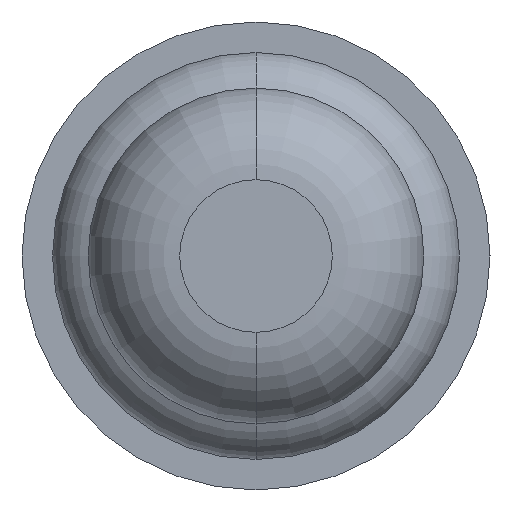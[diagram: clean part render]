
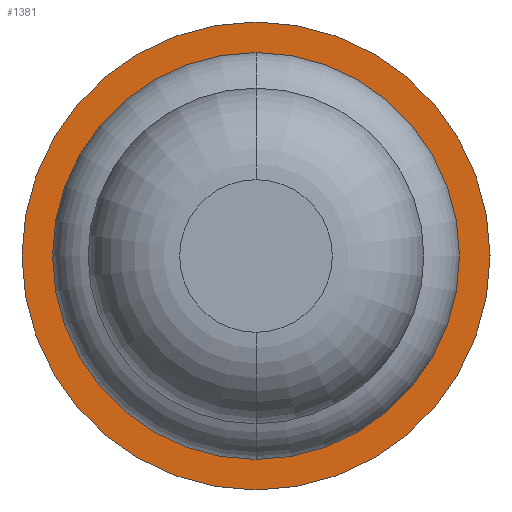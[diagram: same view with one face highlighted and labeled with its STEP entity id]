
A CAD part, front view. The second image highlights one B-rep face of the part: STEP entity #1381.
In plain terms, the highlighted planar face has unit normal (0, -1, 0).
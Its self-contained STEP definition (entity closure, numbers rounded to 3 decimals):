
#55 = DIRECTION ( 'NONE',  ( 0., 0., 1. ) ) ;
#81 = CARTESIAN_POINT ( 'NONE',  ( 0., 5.3, 0. ) ) ;
#296 = DIRECTION ( 'NONE',  ( 0., 1., 0. ) ) ;
#412 = DIRECTION ( 'NONE',  ( 0., 0., 1. ) ) ;
#575 = DIRECTION ( 'NONE',  ( 0., 0., 1. ) ) ;
#660 = EDGE_LOOP ( 'NONE', ( #2266, #2264 ) ) ;
#877 = CARTESIAN_POINT ( 'NONE',  ( 0., 5.3, 0. ) ) ;
#933 = CARTESIAN_POINT ( 'NONE',  ( -1.15, 5.3, 0. ) ) ;
#1010 = CARTESIAN_POINT ( 'NONE',  ( 0., 5.3, -1.15 ) ) ;
#1076 = CIRCLE ( 'NONE', #1209, 1.15 ) ;
#1134 = AXIS2_PLACEMENT_3D ( 'NONE', #877, #2876, #55 ) ;
#1173 = ORIENTED_EDGE ( 'NONE', *, *, #1922, .T. ) ;
#1197 = PLANE ( 'NONE',  #2661 ) ;
#1209 = AXIS2_PLACEMENT_3D ( 'NONE', #81, #1215, #412 ) ;
#1215 = DIRECTION ( 'NONE',  ( 0., 1., 0. ) ) ;
#1226 = DIRECTION ( 'NONE',  ( 0., 0., -1. ) ) ;
#1235 = ORIENTED_EDGE ( 'NONE', *, *, #1954, .T. ) ;
#1302 = EDGE_CURVE ( 'Defeature ausgef�hrt3_10+Defeature ausgef�hrt3_11+Defeature ausgef�hrt3_11+Defeature ausgef�hrt3_11', #2476, #1873, #1076, .T. ) ;
#1381 = ADVANCED_FACE ( 'Defeature ausgef�hrt3_11', ( #1432, #3611 ), #1197, .T. ) ;
#1419 = CARTESIAN_POINT ( 'NONE',  ( 0., 5.3, 0. ) ) ;
#1432 = FACE_BOUND ( 'NONE', #3161, .T. ) ;
#1499 = CARTESIAN_POINT ( 'NONE',  ( 0., 5.3, -0.5 ) ) ;
#1873 = VERTEX_POINT ( 'NONE', #3403 ) ;
#1922 = EDGE_CURVE ( 'Defeature ausgef�hrt3_11+Defeature ausgef�hrt3_9+Defeature ausgef�hrt3_9+Defeature ausgef�hrt3_9', #3199, #2718, #2813, .T. ) ;
#1954 = EDGE_CURVE ( 'Defeature ausgef�hrt3_11+Defeature ausgef�hrt3_9+Defeature ausgef�hrt3_9+Defeature ausgef�hrt3_9', #2718, #3199, #2366, .T. ) ;
#1984 = DIRECTION ( 'NONE',  ( 0., 0., 1. ) ) ;
#2021 = AXIS2_PLACEMENT_3D ( 'NONE', #2307, #2867, #575 ) ;
#2028 = CARTESIAN_POINT ( 'NONE',  ( 0., 5.3, 0.5 ) ) ;
#2091 = EDGE_CURVE ( 'Defeature ausgef�hrt3_10+Defeature ausgef�hrt3_11+Defeature ausgef�hrt3_11+Defeature ausgef�hrt3_11', #1873, #2476, #2684, .T. ) ;
#2264 = ORIENTED_EDGE ( 'NONE', *, *, #1302, .F. ) ;
#2266 = ORIENTED_EDGE ( 'NONE', *, *, #2091, .F. ) ;
#2307 = CARTESIAN_POINT ( 'NONE',  ( 0., 5.3, 0. ) ) ;
#2366 = CIRCLE ( 'NONE', #1134, 0.5 ) ;
#2466 = AXIS2_PLACEMENT_3D ( 'NONE', #1419, #296, #1984 ) ;
#2476 = VERTEX_POINT ( 'NONE', #1010 ) ;
#2661 = AXIS2_PLACEMENT_3D ( 'NONE', #933, #2926, #1226 ) ;
#2684 = CIRCLE ( 'NONE', #2466, 1.15 ) ;
#2718 = VERTEX_POINT ( 'NONE', #1499 ) ;
#2813 = CIRCLE ( 'NONE', #2021, 0.5 ) ;
#2867 = DIRECTION ( 'NONE',  ( 0., 1., 0. ) ) ;
#2876 = DIRECTION ( 'NONE',  ( 0., 1., 0. ) ) ;
#2926 = DIRECTION ( 'NONE',  ( 0., -1., 0. ) ) ;
#3161 = EDGE_LOOP ( 'NONE', ( #1173, #1235 ) ) ;
#3199 = VERTEX_POINT ( 'NONE', #2028 ) ;
#3403 = CARTESIAN_POINT ( 'NONE',  ( 0., 5.3, 1.15 ) ) ;
#3611 = FACE_OUTER_BOUND ( 'NONE', #660, .T. ) ;
